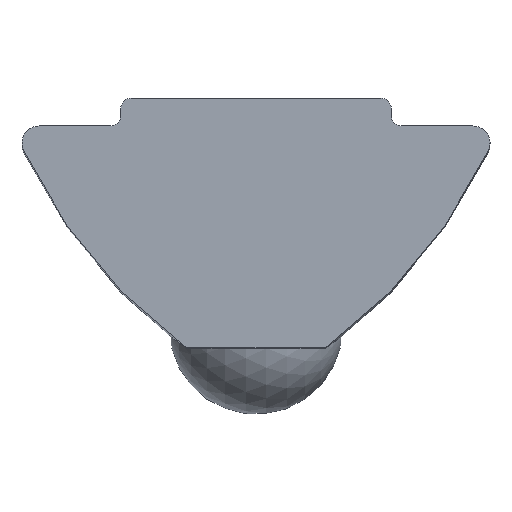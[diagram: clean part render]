
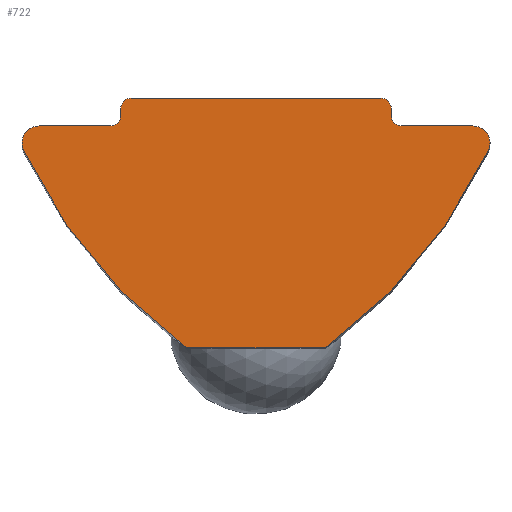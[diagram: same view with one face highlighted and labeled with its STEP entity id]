
A CAD part, top view. The second image highlights one B-rep face of the part: STEP entity #722.
In plain terms, the highlighted planar face has unit normal (0, 0, 1).
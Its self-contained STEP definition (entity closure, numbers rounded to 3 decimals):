
#21=PLANE('',#794);
#75=FACE_OUTER_BOUND('',#122,.T.);
#122=EDGE_LOOP('',(#521,#522,#523,#524,#525,#526,#527,#528,#529,#530,#531,
#532,#533,#534));
#180=LINE('',#1190,#230);
#181=LINE('',#1194,#231);
#182=LINE('',#1198,#232);
#183=LINE('',#1201,#233);
#184=LINE('',#1203,#234);
#185=LINE('',#1209,#235);
#230=VECTOR('',#917,0.2);
#231=VECTOR('',#920,7.2);
#232=VECTOR('',#923,0.2);
#233=VECTOR('',#926,2.05);
#234=VECTOR('',#927,4.);
#235=VECTOR('',#932,2.05);
#268=CIRCLE('',#768,0.5);
#281=CIRCLE('',#786,15.);
#288=CIRCLE('',#795,0.3);
#289=CIRCLE('',#796,0.3);
#290=CIRCLE('',#797,0.3);
#291=CIRCLE('',#798,15.);
#292=CIRCLE('',#799,0.5);
#293=CIRCLE('',#800,0.3);
#307=VERTEX_POINT('',#1061);
#308=VERTEX_POINT('',#1062);
#328=VERTEX_POINT('',#1160);
#340=VERTEX_POINT('',#1188);
#341=VERTEX_POINT('',#1189);
#342=VERTEX_POINT('',#1191);
#343=VERTEX_POINT('',#1193);
#344=VERTEX_POINT('',#1195);
#345=VERTEX_POINT('',#1197);
#346=VERTEX_POINT('',#1199);
#347=VERTEX_POINT('',#1202);
#348=VERTEX_POINT('',#1204);
#349=VERTEX_POINT('',#1206);
#350=VERTEX_POINT('',#1208);
#377=EDGE_CURVE('',#307,#308,#268,.T.);
#402=EDGE_CURVE('',#328,#307,#281,.T.);
#415=EDGE_CURVE('',#340,#341,#180,.T.);
#416=EDGE_CURVE('',#342,#341,#288,.T.);
#417=EDGE_CURVE('',#342,#343,#181,.T.);
#418=EDGE_CURVE('',#344,#343,#289,.T.);
#419=EDGE_CURVE('',#344,#345,#182,.T.);
#420=EDGE_CURVE('',#345,#346,#290,.T.);
#421=EDGE_CURVE('',#346,#308,#183,.T.);
#422=EDGE_CURVE('',#328,#347,#184,.T.);
#423=EDGE_CURVE('',#347,#348,#291,.T.);
#424=EDGE_CURVE('',#349,#348,#292,.T.);
#425=EDGE_CURVE('',#349,#350,#185,.T.);
#426=EDGE_CURVE('',#350,#340,#293,.T.);
#521=ORIENTED_EDGE('',*,*,#415,.T.);
#522=ORIENTED_EDGE('',*,*,#416,.F.);
#523=ORIENTED_EDGE('',*,*,#417,.T.);
#524=ORIENTED_EDGE('',*,*,#418,.F.);
#525=ORIENTED_EDGE('',*,*,#419,.T.);
#526=ORIENTED_EDGE('',*,*,#420,.T.);
#527=ORIENTED_EDGE('',*,*,#421,.T.);
#528=ORIENTED_EDGE('',*,*,#377,.F.);
#529=ORIENTED_EDGE('',*,*,#402,.F.);
#530=ORIENTED_EDGE('',*,*,#422,.T.);
#531=ORIENTED_EDGE('',*,*,#423,.T.);
#532=ORIENTED_EDGE('',*,*,#424,.F.);
#533=ORIENTED_EDGE('',*,*,#425,.T.);
#534=ORIENTED_EDGE('',*,*,#426,.T.);
#722=ADVANCED_FACE('',(#75),#21,.T.);
#768=AXIS2_PLACEMENT_3D('',#1063,#851,#852);
#786=AXIS2_PLACEMENT_3D('',#1162,#893,#894);
#794=AXIS2_PLACEMENT_3D('',#1187,#915,#916);
#795=AXIS2_PLACEMENT_3D('',#1192,#918,#919);
#796=AXIS2_PLACEMENT_3D('',#1196,#921,#922);
#797=AXIS2_PLACEMENT_3D('',#1200,#924,#925);
#798=AXIS2_PLACEMENT_3D('',#1205,#928,#929);
#799=AXIS2_PLACEMENT_3D('',#1207,#930,#931);
#800=AXIS2_PLACEMENT_3D('',#1210,#933,#934);
#851=DIRECTION('center_axis',(0.,0.,-1.));
#852=DIRECTION('ref_axis',(-1.,0.,0.));
#893=DIRECTION('center_axis',(0.,0.,-1.));
#894=DIRECTION('ref_axis',(-1.,0.,0.));
#915=DIRECTION('center_axis',(0.,0.,1.));
#916=DIRECTION('ref_axis',(1.,0.,0.));
#917=DIRECTION('',(0.,1.,0.));
#918=DIRECTION('center_axis',(0.,0.,-1.));
#919=DIRECTION('ref_axis',(-1.,0.,0.));
#920=DIRECTION('',(-1.,0.,0.));
#921=DIRECTION('center_axis',(0.,0.,-1.));
#922=DIRECTION('ref_axis',(-1.,0.,0.));
#923=DIRECTION('',(0.,-1.,0.));
#924=DIRECTION('center_axis',(0.,0.,-1.));
#925=DIRECTION('ref_axis',(1.,0.,0.));
#926=DIRECTION('',(-1.,0.,0.));
#927=DIRECTION('',(1.,0.,0.));
#928=DIRECTION('center_axis',(0.,0.,1.));
#929=DIRECTION('ref_axis',(-1.,0.,0.));
#930=DIRECTION('center_axis',(0.,0.,-1.));
#931=DIRECTION('ref_axis',(-1.,0.,0.));
#932=DIRECTION('',(-1.,0.,0.));
#933=DIRECTION('center_axis',(0.,0.,-1.));
#934=DIRECTION('ref_axis',(1.,0.,0.));
#1061=CARTESIAN_POINT('',(-6.702,-1.514,14.));
#1062=CARTESIAN_POINT('',(-6.25,-0.8,14.));
#1063=CARTESIAN_POINT('Origin',(-6.25,-1.3,14.));
#1160=CARTESIAN_POINT('',(-2.,-7.2,14.));
#1162=CARTESIAN_POINT('Origin',(6.854,4.908,14.));
#1187=CARTESIAN_POINT('Origin',(-6.25,-1.3,14.));
#1188=CARTESIAN_POINT('',(3.9,-0.5,14.));
#1189=CARTESIAN_POINT('',(3.9,-0.3,14.));
#1190=CARTESIAN_POINT('',(3.9,0.,14.));
#1191=CARTESIAN_POINT('',(3.6,0.,14.));
#1192=CARTESIAN_POINT('Origin',(3.6,-0.3,14.));
#1193=CARTESIAN_POINT('',(-3.6,0.,14.));
#1194=CARTESIAN_POINT('',(-6.25,0.,14.));
#1195=CARTESIAN_POINT('',(-3.9,-0.3,14.));
#1196=CARTESIAN_POINT('Origin',(-3.6,-0.3,14.));
#1197=CARTESIAN_POINT('',(-3.9,-0.5,14.));
#1198=CARTESIAN_POINT('',(-3.9,0.,14.));
#1199=CARTESIAN_POINT('',(-4.2,-0.8,14.));
#1200=CARTESIAN_POINT('Origin',(-4.2,-0.5,14.));
#1201=CARTESIAN_POINT('',(-6.25,-0.8,14.));
#1202=CARTESIAN_POINT('',(2.,-7.2,14.));
#1203=CARTESIAN_POINT('',(-6.25,-7.2,14.));
#1204=CARTESIAN_POINT('',(6.702,-1.514,14.));
#1205=CARTESIAN_POINT('Origin',(-6.854,4.908,14.));
#1206=CARTESIAN_POINT('',(6.25,-0.8,14.));
#1207=CARTESIAN_POINT('Origin',(6.25,-1.3,14.));
#1208=CARTESIAN_POINT('',(4.2,-0.8,14.));
#1209=CARTESIAN_POINT('',(-6.25,-0.8,14.));
#1210=CARTESIAN_POINT('Origin',(4.2,-0.5,14.));
